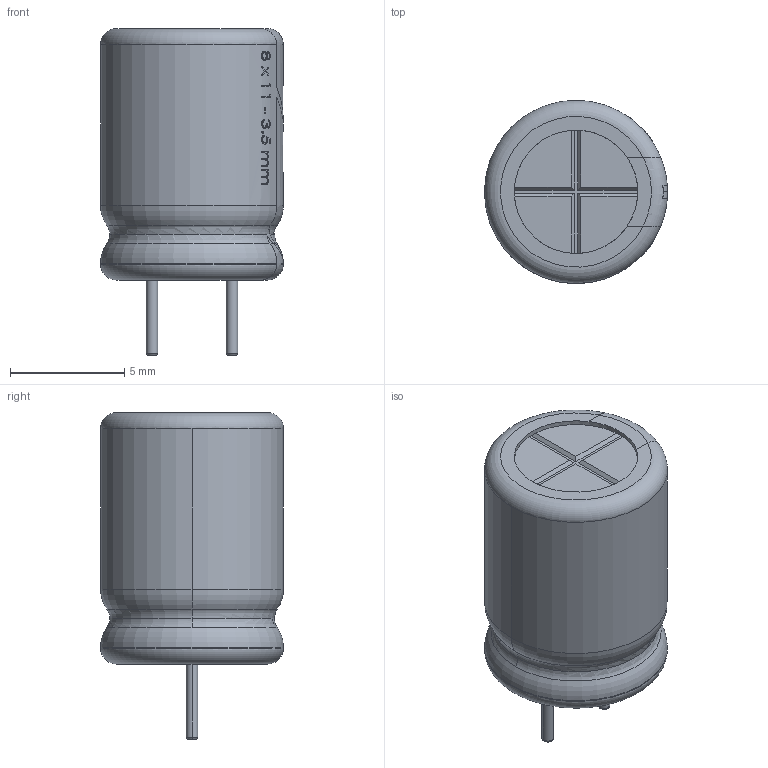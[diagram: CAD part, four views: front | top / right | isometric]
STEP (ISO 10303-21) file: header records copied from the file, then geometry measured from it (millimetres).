
FILE_DESCRIPTION (( 'STEP AP214' ), '1' );
FILE_NAME ('D2DC5F80-B973-45E0-8B21-6B762C1473E5.STEP', '2023-08-17T07:34:31', ( '' ), ( '' ), 'SwSTEP 2.0', 'SolidWorks 2022', '' );
FILE_SCHEMA (( 'AUTOMOTIVE_DESIGN' ));
Length unit declared in the file: millimetre
Products named in the file (1): D2DC5F80-B973-45E0-8B21-6B762C1473E5
Bounding box: 8 x 8 x 14.3 mm (x, y, z)
Volume: 309.2 mm3; surface area: 592.2 mm2
Topology: 1 solids, 2 shells, 442 faces, 1165 edges, 770 vertices
Faces by surface type: plane 208, bspline 145, cylinder 62, torus 27
Entity records: 24751 total; most frequent: CARTESIAN_POINT 10161, ORIENTED_EDGE 2330, DIRECTION 1479, EDGE_CURVE 1165, VERTEX_POINT 770, AXIS2_PLACEMENT_3D 538, B_SPLINE_CURVE_WITH_KNOTS 510, EDGE_LOOP 485
